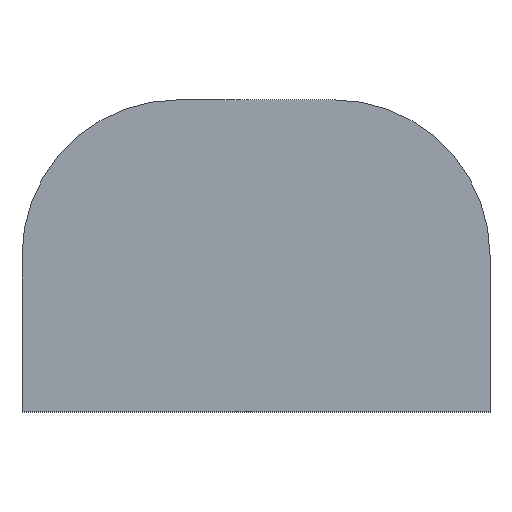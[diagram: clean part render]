
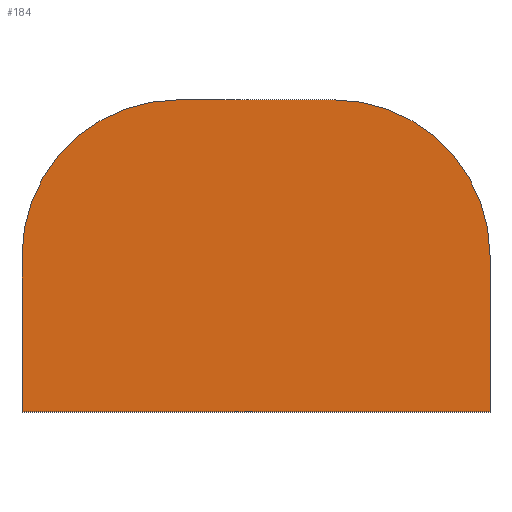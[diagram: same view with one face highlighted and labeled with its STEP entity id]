
A CAD part, top view. The second image highlights one B-rep face of the part: STEP entity #184.
In plain terms, the highlighted planar face has unit normal (0, 0, 1).
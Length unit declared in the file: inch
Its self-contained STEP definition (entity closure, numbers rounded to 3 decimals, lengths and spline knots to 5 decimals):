
#20=PLANE('',#216);
#33=FACE_OUTER_BOUND('',#43,.T.);
#43=EDGE_LOOP('',(#161,#162,#163,#164,#165,#166));
#50=LINE('',#293,#66);
#53=LINE('',#299,#69);
#57=LINE('',#311,#73);
#61=LINE('',#321,#77);
#66=VECTOR('',#238,0.3937);
#69=VECTOR('',#243,0.3937);
#73=VECTOR('',#255,0.3937);
#77=VECTOR('',#267,0.3937);
#83=CIRCLE('',#210,1.);
#85=CIRCLE('',#214,1.);
#93=VERTEX_POINT('',#290);
#94=VERTEX_POINT('',#292);
#96=VERTEX_POINT('',#298);
#98=VERTEX_POINT('',#304);
#100=VERTEX_POINT('',#310);
#102=VERTEX_POINT('',#316);
#111=EDGE_CURVE('',#94,#93,#50,.T.);
#114=EDGE_CURVE('',#96,#94,#53,.T.);
#117=EDGE_CURVE('',#98,#96,#83,.T.);
#120=EDGE_CURVE('',#100,#98,#57,.T.);
#123=EDGE_CURVE('',#102,#100,#85,.T.);
#126=EDGE_CURVE('',#93,#102,#61,.T.);
#161=ORIENTED_EDGE('',*,*,#126,.T.);
#162=ORIENTED_EDGE('',*,*,#123,.T.);
#163=ORIENTED_EDGE('',*,*,#120,.T.);
#164=ORIENTED_EDGE('',*,*,#117,.T.);
#165=ORIENTED_EDGE('',*,*,#114,.T.);
#166=ORIENTED_EDGE('',*,*,#111,.T.);
#184=ADVANCED_FACE('',(#33),#20,.T.);
#210=AXIS2_PLACEMENT_3D('',#305,#249,#250);
#214=AXIS2_PLACEMENT_3D('',#317,#261,#262);
#216=AXIS2_PLACEMENT_3D('',#322,#268,#269);
#238=DIRECTION('',(1.,0.,0.));
#243=DIRECTION('',(0.,-1.,0.));
#249=DIRECTION('center_axis',(0.,0.,1.));
#250=DIRECTION('ref_axis',(0.,1.,0.));
#255=DIRECTION('',(-1.,0.,0.));
#261=DIRECTION('center_axis',(0.,0.,1.));
#262=DIRECTION('ref_axis',(1.,0.,0.));
#267=DIRECTION('',(0.,1.,0.));
#268=DIRECTION('center_axis',(0.,0.,1.));
#269=DIRECTION('ref_axis',(1.,0.,0.));
#290=CARTESIAN_POINT('',(0.,0.,1.));
#292=CARTESIAN_POINT('',(-3.,0.,1.));
#293=CARTESIAN_POINT('',(-3.,0.,1.));
#298=CARTESIAN_POINT('',(-3.,1.,1.));
#299=CARTESIAN_POINT('',(-3.,1.,1.));
#304=CARTESIAN_POINT('',(-2.,2.,1.));
#305=CARTESIAN_POINT('Origin',(-2.,1.,1.));
#310=CARTESIAN_POINT('',(-1.,2.,1.));
#311=CARTESIAN_POINT('',(-1.,2.,1.));
#316=CARTESIAN_POINT('',(0.,1.,1.));
#317=CARTESIAN_POINT('Origin',(-1.,1.,1.));
#321=CARTESIAN_POINT('',(0.,0.,1.));
#322=CARTESIAN_POINT('Origin',(-1.5,0.82049,1.));
